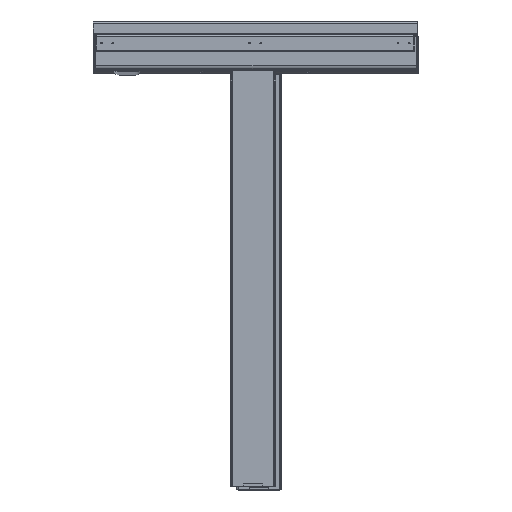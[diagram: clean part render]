
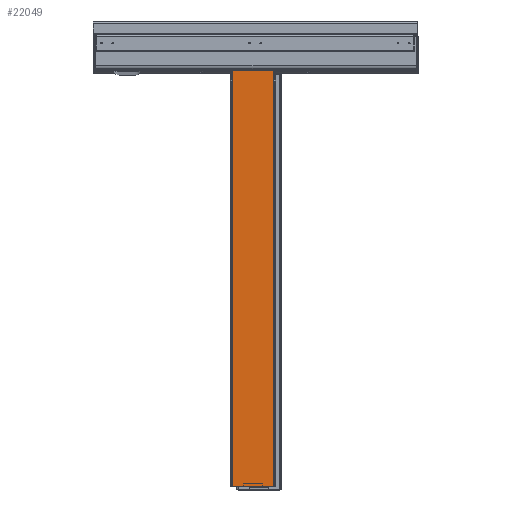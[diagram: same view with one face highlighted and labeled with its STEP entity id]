
A CAD part, top view. The second image highlights one B-rep face of the part: STEP entity #22049.
In plain terms, the highlighted planar face has unit normal (0, 0, 1).
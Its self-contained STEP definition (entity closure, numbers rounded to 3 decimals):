
#753 = DIRECTION ( 'NONE',  ( 0., 1., 0. ) ) ;
#808 = DIRECTION ( 'NONE',  ( 0., 1., 0. ) ) ;
#1396 = VECTOR ( 'NONE', #33764, 1000. ) ;
#1404 = ORIENTED_EDGE ( 'NONE', *, *, #35810, .T. ) ;
#1457 = LINE ( 'NONE', #24126, #30878 ) ;
#6481 = EDGE_LOOP ( 'NONE', ( #1404, #17769, #28392, #14359 ) ) ;
#6940 = EDGE_CURVE ( 'NONE', #33941, #8303, #29243, .T. ) ;
#8252 = LINE ( 'NONE', #16131, #1396 ) ;
#8303 = VERTEX_POINT ( 'NONE', #11400 ) ;
#8704 = CARTESIAN_POINT ( 'NONE',  ( 424.5, -1285., -30. ) ) ;
#9259 = VECTOR ( 'NONE', #808, 1000. ) ;
#10189 = EDGE_CURVE ( 'NONE', #8303, #33065, #31831, .T. ) ;
#11400 = CARTESIAN_POINT ( 'NONE',  ( 424.5, -1285., -30. ) ) ;
#12153 = PLANE ( 'NONE',  #26248 ) ;
#14359 = ORIENTED_EDGE ( 'NONE', *, *, #16547, .T. ) ;
#15115 = CARTESIAN_POINT ( 'NONE',  ( 424.5, -1285., -30. ) ) ;
#16131 = CARTESIAN_POINT ( 'NONE',  ( 424.5, 0., -30. ) ) ;
#16446 = CARTESIAN_POINT ( 'NONE',  ( 424.5, 0., -30. ) ) ;
#16547 = EDGE_CURVE ( 'NONE', #33941, #23354, #1457, .T. ) ;
#17769 = ORIENTED_EDGE ( 'NONE', *, *, #10189, .F. ) ;
#18071 = DIRECTION ( 'NONE',  ( 0., 1., 0. ) ) ;
#18361 = CARTESIAN_POINT ( 'NONE',  ( 424.5, -1285., -30. ) ) ;
#20477 = VECTOR ( 'NONE', #29301, 1000. ) ;
#22049 = ADVANCED_FACE ( 'NONE', ( #33726 ), #12153, .F. ) ;
#23354 = VERTEX_POINT ( 'NONE', #33543 ) ;
#24126 = CARTESIAN_POINT ( 'NONE',  ( 552.5, -1285., -30. ) ) ;
#26248 = AXIS2_PLACEMENT_3D ( 'NONE', #15115, #35684, #18071 ) ;
#28392 = ORIENTED_EDGE ( 'NONE', *, *, #6940, .F. ) ;
#29243 = LINE ( 'NONE', #8704, #20477 ) ;
#29301 = DIRECTION ( 'NONE',  ( -1., 0., 0. ) ) ;
#30878 = VECTOR ( 'NONE', #753, 1000. ) ;
#31831 = LINE ( 'NONE', #18361, #9259 ) ;
#32622 = CARTESIAN_POINT ( 'NONE',  ( 552.5, -1285., -30. ) ) ;
#33065 = VERTEX_POINT ( 'NONE', #16446 ) ;
#33543 = CARTESIAN_POINT ( 'NONE',  ( 552.5, 0., -30. ) ) ;
#33726 = FACE_OUTER_BOUND ( 'NONE', #6481, .T. ) ;
#33764 = DIRECTION ( 'NONE',  ( -1., 0., 0. ) ) ;
#33941 = VERTEX_POINT ( 'NONE', #32622 ) ;
#35684 = DIRECTION ( 'NONE',  ( 0., 0., -1. ) ) ;
#35810 = EDGE_CURVE ( 'NONE', #23354, #33065, #8252, .T. ) ;
